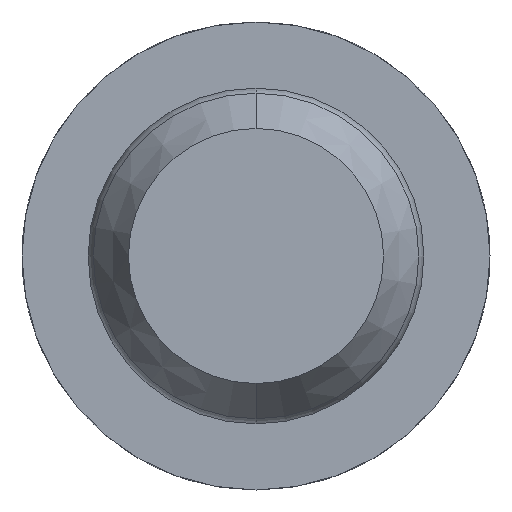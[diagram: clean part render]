
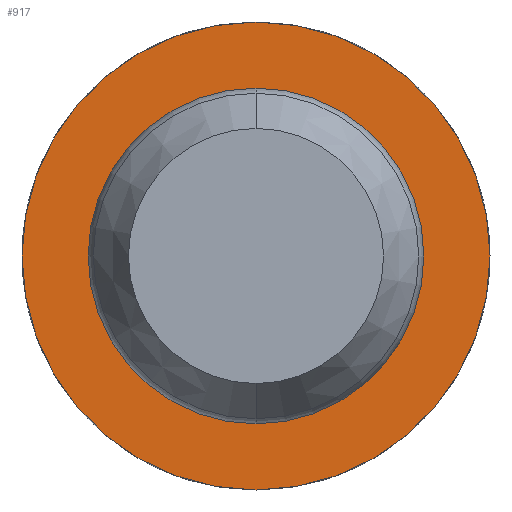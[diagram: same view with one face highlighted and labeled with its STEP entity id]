
A CAD part, front view. The second image highlights one B-rep face of the part: STEP entity #917.
In plain terms, the highlighted planar face has unit normal (0, -1, 0).
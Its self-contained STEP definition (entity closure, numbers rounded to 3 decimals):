
#168 = DIRECTION ( 'NONE',  ( 0., 0., 1. ) ) ;
#227 = DIRECTION ( 'NONE',  ( 0., 1., 0. ) ) ;
#323 = EDGE_LOOP ( 'NONE', ( #3490, #3022 ) ) ;
#749 = CARTESIAN_POINT ( 'NONE',  ( 0., -10.5, 1.15 ) ) ;
#772 = CIRCLE ( 'NONE', #2056, 0.825 ) ;
#917 = ADVANCED_FACE ( 'Defeature ausgef�hrt3_9', ( #1694, #2384 ), #2648, .F. ) ;
#1183 = AXIS2_PLACEMENT_3D ( 'NONE', #1370, #1390, #2350 ) ;
#1370 = CARTESIAN_POINT ( 'NONE',  ( 0., -10.5, 0. ) ) ;
#1390 = DIRECTION ( 'NONE',  ( 0., 1., 0. ) ) ;
#1413 = CIRCLE ( 'NONE', #1183, 0.825 ) ;
#1437 = DIRECTION ( 'NONE',  ( 0., 0., 1. ) ) ;
#1503 = EDGE_CURVE ( 'Defeature ausgef�hrt3_8+Defeature ausgef�hrt3_9+Defeature ausgef�hrt3_9+Defeature ausgef�hrt3_9', #2874, #2179, #3683, .T. ) ;
#1517 = CARTESIAN_POINT ( 'NONE',  ( 0., -10.5, 0. ) ) ;
#1694 = FACE_OUTER_BOUND ( 'NONE', #323, .T. ) ;
#1718 = EDGE_CURVE ( 'Defeature ausgef�hrt3_9+Defeature ausgef�hrt3_10+Defeature ausgef�hrt3_10+Defeature ausgef�hrt3_10', #3488, #3681, #772, .T. ) ;
#1761 = ORIENTED_EDGE ( 'NONE', *, *, #3278, .T. ) ;
#1768 = CARTESIAN_POINT ( 'NONE',  ( 0., -10.5, 0.825 ) ) ;
#1858 = AXIS2_PLACEMENT_3D ( 'NONE', #3936, #2965, #3653 ) ;
#2056 = AXIS2_PLACEMENT_3D ( 'NONE', #3342, #3674, #168 ) ;
#2179 = VERTEX_POINT ( 'NONE', #749 ) ;
#2350 = DIRECTION ( 'NONE',  ( 0., 0., 1. ) ) ;
#2384 = FACE_BOUND ( 'NONE', #2808, .T. ) ;
#2488 = CARTESIAN_POINT ( 'NONE',  ( 0., -10.5, -0.825 ) ) ;
#2494 = CIRCLE ( 'NONE', #2548, 1.15 ) ;
#2548 = AXIS2_PLACEMENT_3D ( 'NONE', #1517, #227, #3403 ) ;
#2648 = PLANE ( 'NONE',  #1858 ) ;
#2808 = EDGE_LOOP ( 'NONE', ( #3698, #1761 ) ) ;
#2874 = VERTEX_POINT ( 'NONE', #3543 ) ;
#2959 = AXIS2_PLACEMENT_3D ( 'NONE', #3329, #4017, #1437 ) ;
#2965 = DIRECTION ( 'NONE',  ( 0., 1., 0. ) ) ;
#3009 = EDGE_CURVE ( 'Defeature ausgef�hrt3_8+Defeature ausgef�hrt3_9+Defeature ausgef�hrt3_9+Defeature ausgef�hrt3_9', #2179, #2874, #2494, .T. ) ;
#3022 = ORIENTED_EDGE ( 'NONE', *, *, #1503, .F. ) ;
#3278 = EDGE_CURVE ( 'Defeature ausgef�hrt3_9+Defeature ausgef�hrt3_10+Defeature ausgef�hrt3_10+Defeature ausgef�hrt3_10', #3681, #3488, #1413, .T. ) ;
#3329 = CARTESIAN_POINT ( 'NONE',  ( 0., -10.5, 0. ) ) ;
#3342 = CARTESIAN_POINT ( 'NONE',  ( 0., -10.5, 0. ) ) ;
#3403 = DIRECTION ( 'NONE',  ( 0., 0., 1. ) ) ;
#3488 = VERTEX_POINT ( 'NONE', #1768 ) ;
#3490 = ORIENTED_EDGE ( 'NONE', *, *, #3009, .F. ) ;
#3543 = CARTESIAN_POINT ( 'NONE',  ( 0., -10.5, -1.15 ) ) ;
#3653 = DIRECTION ( 'NONE',  ( 0., 0., 1. ) ) ;
#3674 = DIRECTION ( 'NONE',  ( 0., 1., 0. ) ) ;
#3681 = VERTEX_POINT ( 'NONE', #2488 ) ;
#3683 = CIRCLE ( 'NONE', #2959, 1.15 ) ;
#3698 = ORIENTED_EDGE ( 'NONE', *, *, #1718, .T. ) ;
#3936 = CARTESIAN_POINT ( 'NONE',  ( 1.15, -10.5, 0. ) ) ;
#4017 = DIRECTION ( 'NONE',  ( 0., 1., 0. ) ) ;
